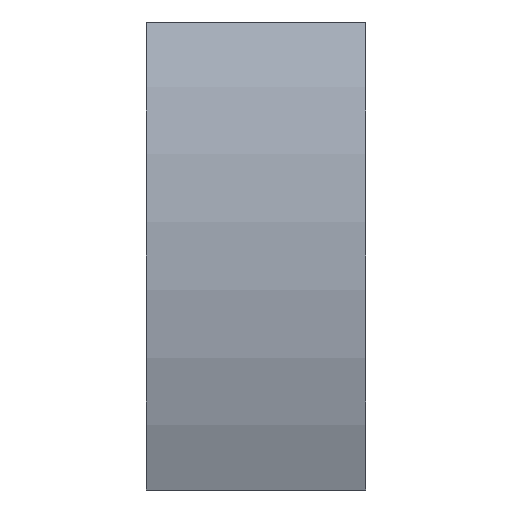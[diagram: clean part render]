
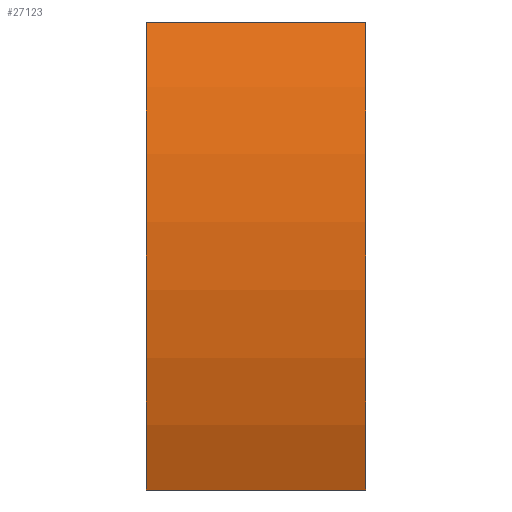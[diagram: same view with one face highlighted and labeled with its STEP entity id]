
A CAD part, left-side view. The second image highlights one B-rep face of the part: STEP entity #27123.
In plain terms, the highlighted cylindrical face has radius 65 mm (diameter 130 mm), a partial arc.
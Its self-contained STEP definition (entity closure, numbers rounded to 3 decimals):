
#533 = CIRCLE ( 'NONE', #8329, 65. ) ;
#1996 = VERTEX_POINT ( 'NONE', #21030 ) ;
#2075 = CIRCLE ( 'NONE', #2926, 65. ) ;
#2926 = AXIS2_PLACEMENT_3D ( 'NONE', #4775, #25528, #25806 ) ;
#3110 = VERTEX_POINT ( 'NONE', #23248 ) ;
#3875 = ORIENTED_EDGE ( 'NONE', *, *, #16709, .T. ) ;
#4775 = CARTESIAN_POINT ( 'NONE',  ( 49.5, 23.5, 0. ) ) ;
#7962 = DIRECTION ( 'NONE',  ( 0., 0., 1. ) ) ;
#8033 = CARTESIAN_POINT ( 'NONE',  ( -10.5, 23.5, -25. ) ) ;
#8320 = ORIENTED_EDGE ( 'NONE', *, *, #20253, .F. ) ;
#8329 = AXIS2_PLACEMENT_3D ( 'NONE', #20592, #27180, #7962 ) ;
#10154 = CARTESIAN_POINT ( 'NONE',  ( -10.5, 0., 25. ) ) ;
#10467 = DIRECTION ( 'NONE',  ( 0., -1., 0. ) ) ;
#10834 = CARTESIAN_POINT ( 'NONE',  ( 49.5, 23.5, 0. ) ) ;
#12171 = VERTEX_POINT ( 'NONE', #17255 ) ;
#13859 = VECTOR ( 'NONE', #26274, 1000. ) ;
#13973 = VECTOR ( 'NONE', #10467, 1000. ) ;
#15650 = CARTESIAN_POINT ( 'NONE',  ( -10.5, 23.5, 25. ) ) ;
#15798 = EDGE_CURVE ( 'NONE', #3110, #20468, #533, .T. ) ;
#15868 = LINE ( 'NONE', #15650, #13859 ) ;
#16009 = CYLINDRICAL_SURFACE ( 'NONE', #19676, 65. ) ;
#16028 = EDGE_LOOP ( 'NONE', ( #26402, #8320, #25858, #3875 ) ) ;
#16709 = EDGE_CURVE ( 'NONE', #1996, #3110, #20263, .T. ) ;
#17255 = CARTESIAN_POINT ( 'NONE',  ( -10.5, 23.5, 25. ) ) ;
#18059 = EDGE_CURVE ( 'NONE', #1996, #12171, #2075, .T. ) ;
#19274 = DIRECTION ( 'NONE',  ( 0., 0., -1. ) ) ;
#19676 = AXIS2_PLACEMENT_3D ( 'NONE', #10834, #23507, #19274 ) ;
#20253 = EDGE_CURVE ( 'NONE', #12171, #20468, #15868, .T. ) ;
#20263 = LINE ( 'NONE', #8033, #13973 ) ;
#20468 = VERTEX_POINT ( 'NONE', #10154 ) ;
#20592 = CARTESIAN_POINT ( 'NONE',  ( 49.5, 0., 0. ) ) ;
#21030 = CARTESIAN_POINT ( 'NONE',  ( -10.5, 23.5, -25. ) ) ;
#22628 = FACE_OUTER_BOUND ( 'NONE', #16028, .T. ) ;
#23248 = CARTESIAN_POINT ( 'NONE',  ( -10.5, 0., -25. ) ) ;
#23507 = DIRECTION ( 'NONE',  ( 0., -1., 0. ) ) ;
#25528 = DIRECTION ( 'NONE',  ( 0., 1., 0. ) ) ;
#25806 = DIRECTION ( 'NONE',  ( 0., 0., 1. ) ) ;
#25858 = ORIENTED_EDGE ( 'NONE', *, *, #18059, .F. ) ;
#26274 = DIRECTION ( 'NONE',  ( 0., -1., 0. ) ) ;
#26402 = ORIENTED_EDGE ( 'NONE', *, *, #15798, .T. ) ;
#27123 = ADVANCED_FACE ( 'NONE', ( #22628 ), #16009, .T. ) ;
#27180 = DIRECTION ( 'NONE',  ( 0., 1., 0. ) ) ;
